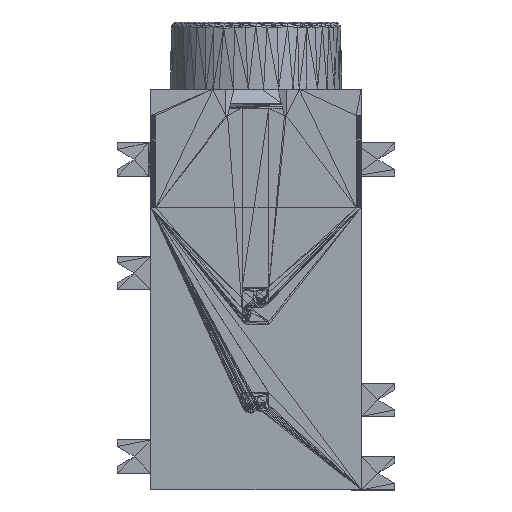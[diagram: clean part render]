
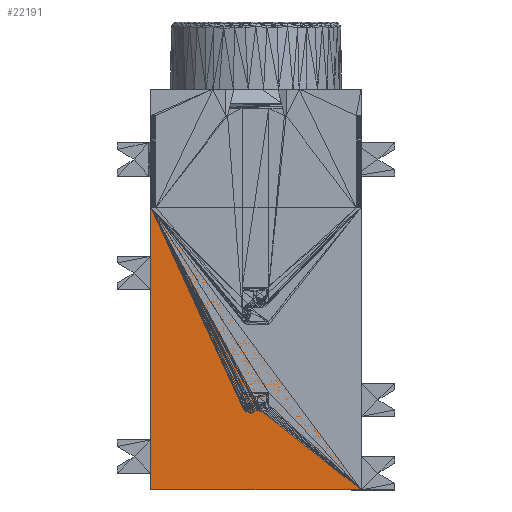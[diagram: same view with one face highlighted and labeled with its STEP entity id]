
A CAD part, top view. The second image highlights one B-rep face of the part: STEP entity #22191.
In plain terms, the highlighted planar face has unit normal (0, 0, 1).
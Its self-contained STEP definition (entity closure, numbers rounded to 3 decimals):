
#20112 = VERTEX_POINT('',#20113);
#20113 = CARTESIAN_POINT('',(-3.105,3.28,4.423));
#20120 = VERTEX_POINT('',#20121);
#20121 = CARTESIAN_POINT('',(3.095,-5.038,4.423)
  );
#21997 = EDGE_CURVE('',#20112,#20120,#21998,.T.);
#21998 = LINE('',#21999,#22000);
#21999 = CARTESIAN_POINT('',(-3.105,3.28,4.423
    ));
#22000 = VECTOR('',#22001,1.);
#22001 = DIRECTION('',(0.598,-0.802,0.));
#22191 = ADVANCED_FACE('',(#22192),#22209,.T.);
#22192 = FACE_BOUND('',#22193,.T.);
#22193 = EDGE_LOOP('',(#22194,#22202,#22208));
#22194 = ORIENTED_EDGE('',*,*,#22195,.T.);
#22195 = EDGE_CURVE('',#20112,#22196,#22198,.T.);
#22196 = VERTEX_POINT('',#22197);
#22197 = CARTESIAN_POINT('',(-3.105,-5.038,4.423
    ));
#22198 = LINE('',#22199,#22200);
#22199 = CARTESIAN_POINT('',(-3.105,3.28,4.423
    ));
#22200 = VECTOR('',#22201,1.);
#22201 = DIRECTION('',(0.,-1.,0.));
#22202 = ORIENTED_EDGE('',*,*,#22203,.T.);
#22203 = EDGE_CURVE('',#22196,#20120,#22204,.T.);
#22204 = LINE('',#22205,#22206);
#22205 = CARTESIAN_POINT('',(-3.105,-5.038,
    4.423));
#22206 = VECTOR('',#22207,1.);
#22207 = DIRECTION('',(1.,0.,0.));
#22208 = ORIENTED_EDGE('',*,*,#21997,.F.);
#22209 = PLANE('',#22210);
#22210 = AXIS2_PLACEMENT_3D('',#22211,#22212,#22213);
#22211 = CARTESIAN_POINT('',(-1.041,-1.915,4.423
    ));
#22212 = DIRECTION('',(0.,0.,1.));
#22213 = DIRECTION('',(1.,0.,0.));
